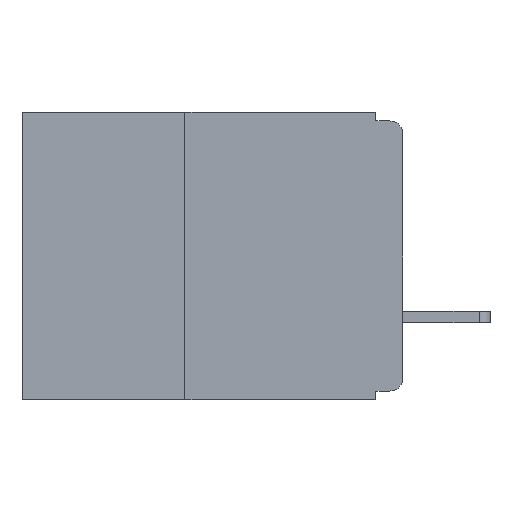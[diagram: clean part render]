
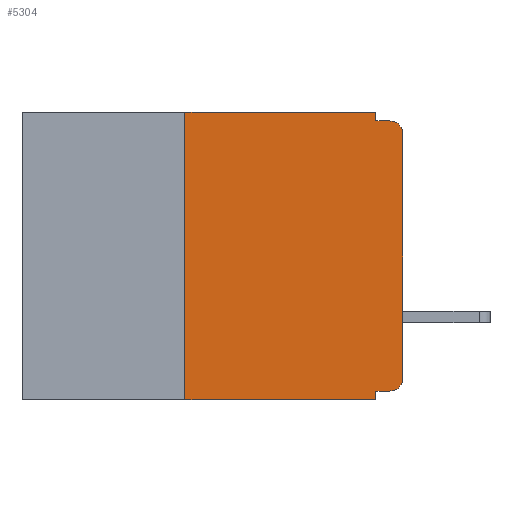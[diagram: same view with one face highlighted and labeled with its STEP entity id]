
A CAD part, left-side view. The second image highlights one B-rep face of the part: STEP entity #5304.
In plain terms, the highlighted planar face has unit normal (-1, 0, 0).
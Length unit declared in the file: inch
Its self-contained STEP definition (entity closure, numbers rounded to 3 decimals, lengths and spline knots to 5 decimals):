
#1054 = DIRECTION ( 'NONE',  ( 1., 0., 0. ) ) ;
#1660 = DIRECTION ( 'NONE',  ( 0., 0., -1. ) ) ;
#1724 = VERTEX_POINT ( 'NONE', #12057 ) ;
#1831 = VERTEX_POINT ( 'NONE', #23111 ) ;
#2128 = CARTESIAN_POINT ( 'NONE',  ( 0., 0.437, 0. ) ) ;
#2781 = EDGE_CURVE ( 'NONE', #26054, #26979, #3963, .T. ) ;
#3244 = VECTOR ( 'NONE', #4130, 39.37008 ) ;
#3308 = VERTEX_POINT ( 'NONE', #24179 ) ;
#3759 = DIRECTION ( 'NONE',  ( 0., 1., 0. ) ) ;
#3963 = LINE ( 'NONE', #4537, #3244 ) ;
#4070 = EDGE_CURVE ( 'NONE', #18900, #6366, #23710, .T. ) ;
#4130 = DIRECTION ( 'NONE',  ( 0., -1., 0. ) ) ;
#4465 = DIRECTION ( 'NONE',  ( 0., -1., 0. ) ) ;
#4537 = CARTESIAN_POINT ( 'NONE',  ( 0., 0.437, -0.33 ) ) ;
#5171 = ORIENTED_EDGE ( 'NONE', *, *, #11421, .F. ) ;
#5304 = ADVANCED_FACE ( 'NONE', ( #14764 ), #28572, .F. ) ;
#5489 = ORIENTED_EDGE ( 'NONE', *, *, #4070, .F. ) ;
#6057 = LINE ( 'NONE', #18382, #10732 ) ;
#6163 = LINE ( 'NONE', #11059, #29788 ) ;
#6271 = ORIENTED_EDGE ( 'NONE', *, *, #23290, .T. ) ;
#6366 = VERTEX_POINT ( 'NONE', #16592 ) ;
#7232 = LINE ( 'NONE', #17893, #11915 ) ;
#7432 = CARTESIAN_POINT ( 'NONE',  ( 0., 0.031, 0. ) ) ;
#7935 = AXIS2_PLACEMENT_3D ( 'NONE', #29156, #15498, #1660 ) ;
#8664 = CARTESIAN_POINT ( 'NONE',  ( 0., 0.25, -0.33 ) ) ;
#9000 = DIRECTION ( 'NONE',  ( 0., -1., 0. ) ) ;
#9171 = CARTESIAN_POINT ( 'NONE',  ( 0., 0.015, -0.305 ) ) ;
#9713 = CARTESIAN_POINT ( 'NONE',  ( 0., 0.031, -0.33 ) ) ;
#9750 = VECTOR ( 'NONE', #4465, 39.37008 ) ;
#10732 = VECTOR ( 'NONE', #16047, 39.37008 ) ;
#11059 = CARTESIAN_POINT ( 'NONE',  ( 0., 0.25, -0.33 ) ) ;
#11330 = ORIENTED_EDGE ( 'NONE', *, *, #22925, .F. ) ;
#11421 = EDGE_CURVE ( 'NONE', #6366, #16119, #26416, .T. ) ;
#11511 = DIRECTION ( 'NONE',  ( 0., 0., -1. ) ) ;
#11630 = VECTOR ( 'NONE', #3759, 39.37008 ) ;
#11915 = VECTOR ( 'NONE', #24576, 39.37008 ) ;
#12057 = CARTESIAN_POINT ( 'NONE',  ( 0., 0.031, -0.32 ) ) ;
#12083 = CARTESIAN_POINT ( 'NONE',  ( 0., 0.015, -0.01 ) ) ;
#12336 = VERTEX_POINT ( 'NONE', #21957 ) ;
#12810 = CARTESIAN_POINT ( 'NONE',  ( 0., 0.031, 0. ) ) ;
#12930 = DIRECTION ( 'NONE',  ( 0., 0., -1. ) ) ;
#13457 = DIRECTION ( 'NONE',  ( 0., 0., 1. ) ) ;
#14535 = EDGE_CURVE ( 'NONE', #26054, #12336, #6163, .T. ) ;
#14764 = FACE_OUTER_BOUND ( 'NONE', #18752, .T. ) ;
#14891 = CARTESIAN_POINT ( 'NONE',  ( 0., 0.437, 0. ) ) ;
#14949 = VECTOR ( 'NONE', #9000, 39.37008 ) ;
#15188 = CARTESIAN_POINT ( 'NONE',  ( 0., 0.015, -0.32 ) ) ;
#15498 = DIRECTION ( 'NONE',  ( -1., 0., 0. ) ) ;
#16047 = DIRECTION ( 'NONE',  ( 0., 0., -1. ) ) ;
#16119 = VERTEX_POINT ( 'NONE', #12083 ) ;
#16378 = EDGE_CURVE ( 'NONE', #1724, #26979, #6057, .T. ) ;
#16592 = CARTESIAN_POINT ( 'NONE',  ( 0., 0.031, -0.01 ) ) ;
#17254 = DIRECTION ( 'NONE',  ( 0., 0., -1. ) ) ;
#17609 = CARTESIAN_POINT ( 'NONE',  ( 0., 0., -0.32 ) ) ;
#17893 = CARTESIAN_POINT ( 'NONE',  ( 0., 0., 0. ) ) ;
#18382 = CARTESIAN_POINT ( 'NONE',  ( 0., 0.031, -0.33 ) ) ;
#18548 = VERTEX_POINT ( 'NONE', #15188 ) ;
#18752 = EDGE_LOOP ( 'NONE', ( #6271, #24132, #5171, #5489, #11330, #28123, #24359, #24094, #27928, #19537 ) ) ;
#18900 = VERTEX_POINT ( 'NONE', #7432 ) ;
#19537 = ORIENTED_EDGE ( 'NONE', *, *, #23404, .T. ) ;
#20514 = CARTESIAN_POINT ( 'NONE',  ( 0., 0., -0.01 ) ) ;
#20548 = CIRCLE ( 'NONE', #27551, 0.015 ) ;
#21586 = EDGE_CURVE ( 'NONE', #3308, #16119, #27227, .T. ) ;
#21957 = CARTESIAN_POINT ( 'NONE',  ( 0., 0.25, 0. ) ) ;
#22925 = EDGE_CURVE ( 'NONE', #12336, #18900, #28033, .T. ) ;
#23111 = CARTESIAN_POINT ( 'NONE',  ( 0., 0., -0.305 ) ) ;
#23290 = EDGE_CURVE ( 'NONE', #1831, #3308, #7232, .T. ) ;
#23404 = EDGE_CURVE ( 'NONE', #18548, #1831, #20548, .T. ) ;
#23710 = LINE ( 'NONE', #12810, #28996 ) ;
#24094 = ORIENTED_EDGE ( 'NONE', *, *, #16378, .F. ) ;
#24132 = ORIENTED_EDGE ( 'NONE', *, *, #21586, .T. ) ;
#24179 = CARTESIAN_POINT ( 'NONE',  ( 0., 0., -0.025 ) ) ;
#24359 = ORIENTED_EDGE ( 'NONE', *, *, #2781, .T. ) ;
#24576 = DIRECTION ( 'NONE',  ( 0., 0., 1. ) ) ;
#25243 = DIRECTION ( 'NONE',  ( -1., 0., 0. ) ) ;
#26054 = VERTEX_POINT ( 'NONE', #8664 ) ;
#26416 = LINE ( 'NONE', #20514, #14949 ) ;
#26979 = VERTEX_POINT ( 'NONE', #9713 ) ;
#27227 = CIRCLE ( 'NONE', #7935, 0.015 ) ;
#27551 = AXIS2_PLACEMENT_3D ( 'NONE', #9171, #25243, #11511 ) ;
#27856 = EDGE_CURVE ( 'NONE', #18548, #1724, #29136, .T. ) ;
#27928 = ORIENTED_EDGE ( 'NONE', *, *, #27856, .F. ) ;
#28033 = LINE ( 'NONE', #2128, #9750 ) ;
#28123 = ORIENTED_EDGE ( 'NONE', *, *, #14535, .F. ) ;
#28572 = PLANE ( 'NONE',  #29644 ) ;
#28996 = VECTOR ( 'NONE', #12930, 39.37008 ) ;
#29136 = LINE ( 'NONE', #17609, #11630 ) ;
#29156 = CARTESIAN_POINT ( 'NONE',  ( 0., 0.015, -0.025 ) ) ;
#29644 = AXIS2_PLACEMENT_3D ( 'NONE', #14891, #1054, #17254 ) ;
#29788 = VECTOR ( 'NONE', #13457, 39.37008 ) ;
